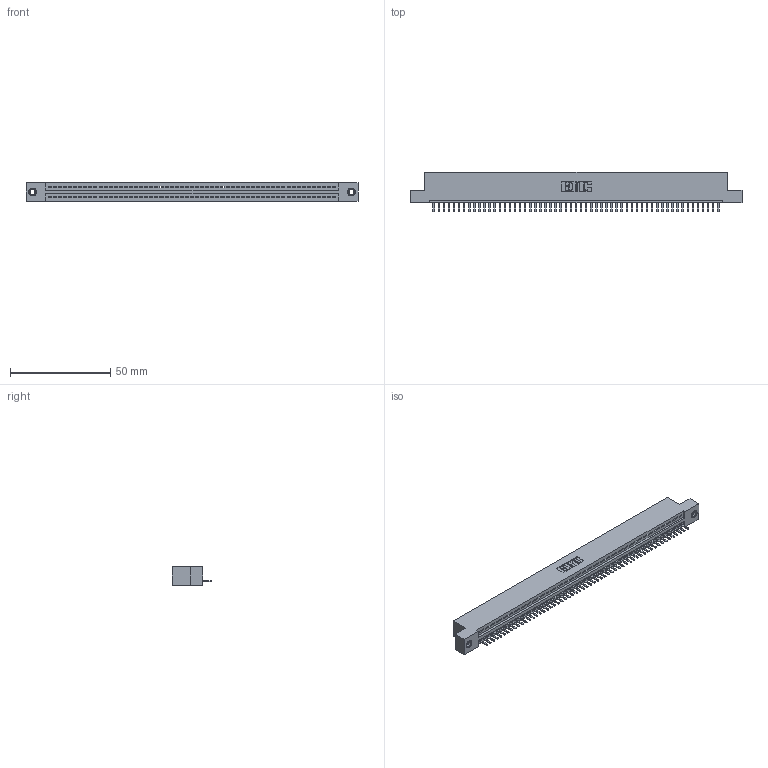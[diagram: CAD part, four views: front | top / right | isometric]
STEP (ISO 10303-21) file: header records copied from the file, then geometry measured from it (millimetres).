
FILE_DESCRIPTION (( 'STEP AP203' ), '1' );
FILE_NAME ('395-057-520-107.STEP', '2018-11-22T20:29:47', ( '' ), ( '' ), 'SwSTEP 2.0', 'SolidWorks 2016', '' );
FILE_SCHEMA (( 'CONFIG_CONTROL_DESIGN' ));
Length unit declared in the file: inch
Products named in the file (4): 345-250-001_345-250-005-103; 395-057-520-107; 345 Part_Flush Mounting Lugs - 0.156 Dia-TI; 345-292-001_345-293-120
Assembly tree (60 placements, depth 2):
  395-057-520-107
    345 Part_Flush Mounting Lugs - 0.156 Dia-TI
    345-292-001_345-293-120  x57
    345-250-001_345-250-005-103  x2
Bounding box: 165.99 x 19.68 x 9.4 mm (x, y, z)
Volume: 15711.2 mm3; surface area: 20578.8 mm2
Topology: 60 solids, 60 shells, 3720 faces, 10965 edges, 7150 vertices
Faces by surface type: plane 2506, cylinder 1198, cone 12, torus 4
Entity records: 42180 total; most frequent: CARTESIAN_POINT 7298, ORIENTED_EDGE 7270, DIRECTION 6367, EDGE_CURVE 3635, VECTOR 3251, LINE 3251, VERTEX_POINT 2416, AXIS2_PLACEMENT_3D 1558
